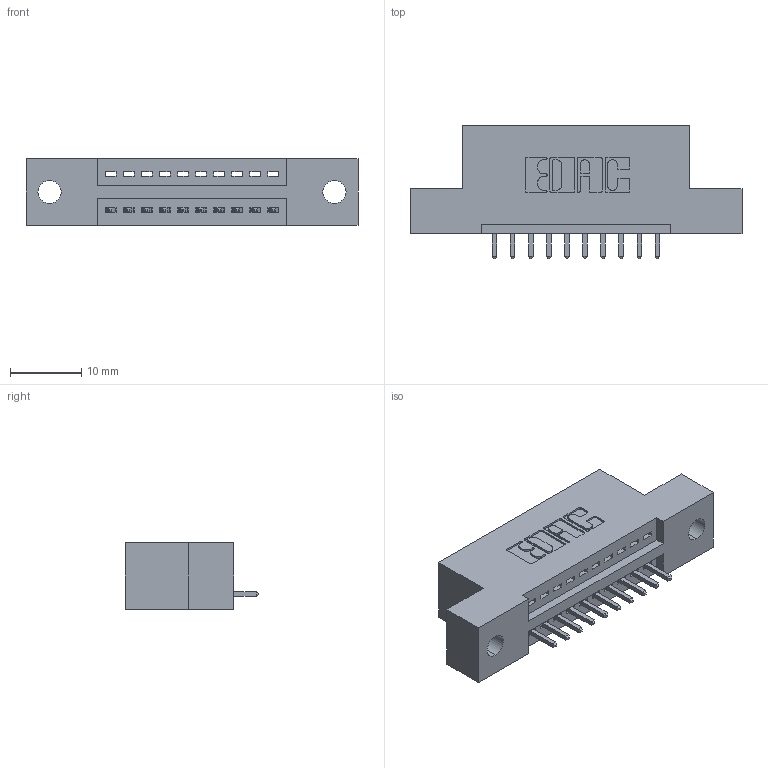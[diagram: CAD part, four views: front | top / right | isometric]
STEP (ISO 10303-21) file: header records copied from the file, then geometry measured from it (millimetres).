
FILE_DESCRIPTION (( 'STEP AP203' ), '1' );
FILE_NAME ('395-010-521-102.STEP', '2018-10-24T03:22:55', ( '' ), ( '' ), 'SwSTEP 2.0', 'SolidWorks 2016', '' );
FILE_SCHEMA (( 'CONFIG_CONTROL_DESIGN' ));
Length unit declared in the file: inch
Products named in the file (3): 345-292-001_345-293-121; 395-010-521-102; 345 Part_Flush Mounting Lugs - 0.128 Dia
Assembly tree (11 placements, depth 2):
  395-010-521-102
    345 Part_Flush Mounting Lugs - 0.128 Dia
    345-292-001_345-293-121  x10
Bounding box: 46.61 x 18.72 x 9.4 mm (x, y, z)
Volume: 4099.7 mm3; surface area: 4630.4 mm2
Topology: 11 solids, 11 shells, 706 faces, 2101 edges, 1386 vertices
Faces by surface type: plane 480, cylinder 226
Entity records: 11855 total; most frequent: CARTESIAN_POINT 2062, ORIENTED_EDGE 2006, DIRECTION 1847, EDGE_CURVE 1003, VECTOR 831, LINE 831, VERTEX_POINT 666, AXIS2_PLACEMENT_3D 508
